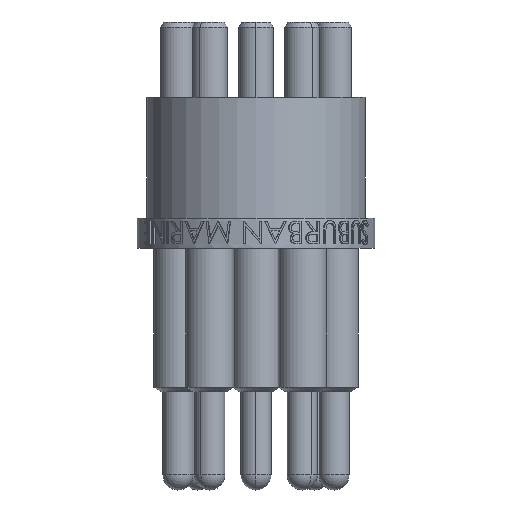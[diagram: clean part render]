
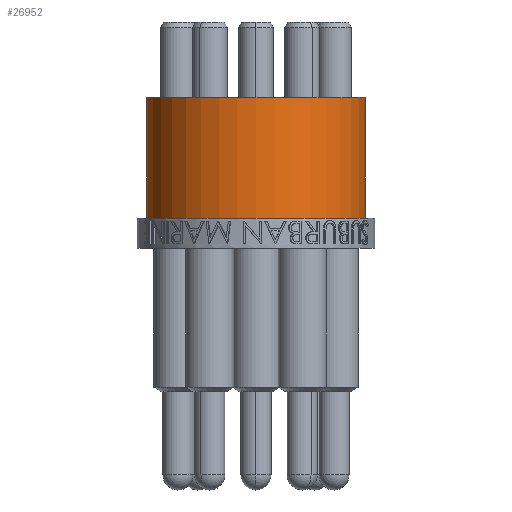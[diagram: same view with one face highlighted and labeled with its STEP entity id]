
A CAD part, front view. The second image highlights one B-rep face of the part: STEP entity #26952.
In plain terms, the highlighted cylindrical face has radius 7.252 mm (diameter 14.503 mm), a partial arc.
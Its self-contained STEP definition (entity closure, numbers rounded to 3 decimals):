
#712 = EDGE_CURVE ( 'NONE', #25454, #27766, #23967, .T. ) ;
#1932 = VECTOR ( 'NONE', #28261, 1000. ) ;
#2283 = AXIS2_PLACEMENT_3D ( 'NONE', #28751, #3110, #22389 ) ;
#2306 = VECTOR ( 'NONE', #6971, 1000. ) ;
#2696 = LINE ( 'NONE', #21442, #2306 ) ;
#3110 = DIRECTION ( 'NONE',  ( 0., 0., 1. ) ) ;
#3282 = DIRECTION ( 'NONE',  ( 1., 0., 0. ) ) ;
#3291 = DIRECTION ( 'NONE',  ( 0., 0., 1. ) ) ;
#3894 = CARTESIAN_POINT ( 'NONE',  ( 7.252, 0., 10. ) ) ;
#6971 = DIRECTION ( 'NONE',  ( 0., 0., 1. ) ) ;
#7576 = DIRECTION ( 'NONE',  ( 1., 0., 0. ) ) ;
#8564 = CIRCLE ( 'NONE', #26401, 7.252 ) ;
#8648 = CARTESIAN_POINT ( 'NONE',  ( 0., 0., 2. ) ) ;
#9385 = VERTEX_POINT ( 'NONE', #12639 ) ;
#9503 = CARTESIAN_POINT ( 'NONE',  ( 7.252, 0., 0. ) ) ;
#12639 = CARTESIAN_POINT ( 'NONE',  ( -7.252, 0., 10. ) ) ;
#13473 = CARTESIAN_POINT ( 'NONE',  ( 0., 0., 10. ) ) ;
#13810 = FACE_OUTER_BOUND ( 'NONE', #21925, .T. ) ;
#15045 = ORIENTED_EDGE ( 'NONE', *, *, #19058, .T. ) ;
#17259 = AXIS2_PLACEMENT_3D ( 'NONE', #13473, #17760, #3282 ) ;
#17760 = DIRECTION ( 'NONE',  ( 0., 0., 1. ) ) ;
#19058 = EDGE_CURVE ( 'NONE', #26697, #25454, #8564, .T. ) ;
#20878 = EDGE_CURVE ( 'NONE', #9385, #27766, #23186, .T. ) ;
#21442 = CARTESIAN_POINT ( 'NONE',  ( -7.252, 0., 0. ) ) ;
#21925 = EDGE_LOOP ( 'NONE', ( #30903, #15045, #28270, #28454 ) ) ;
#22389 = DIRECTION ( 'NONE',  ( 1., 0., 0. ) ) ;
#23186 = CIRCLE ( 'NONE', #17259, 7.252 ) ;
#23967 = LINE ( 'NONE', #9503, #1932 ) ;
#24405 = CARTESIAN_POINT ( 'NONE',  ( 7.252, 0., 2. ) ) ;
#24955 = CARTESIAN_POINT ( 'NONE',  ( -7.252, 0., 2. ) ) ;
#25047 = CYLINDRICAL_SURFACE ( 'NONE', #2283, 7.252 ) ;
#25454 = VERTEX_POINT ( 'NONE', #24405 ) ;
#26401 = AXIS2_PLACEMENT_3D ( 'NONE', #8648, #3291, #7576 ) ;
#26697 = VERTEX_POINT ( 'NONE', #24955 ) ;
#26952 = ADVANCED_FACE ( 'NONE', ( #13810 ), #25047, .T. ) ;
#27766 = VERTEX_POINT ( 'NONE', #3894 ) ;
#28261 = DIRECTION ( 'NONE',  ( 0., 0., 1. ) ) ;
#28270 = ORIENTED_EDGE ( 'NONE', *, *, #712, .T. ) ;
#28454 = ORIENTED_EDGE ( 'NONE', *, *, #20878, .F. ) ;
#28751 = CARTESIAN_POINT ( 'NONE',  ( 0., 0., 0. ) ) ;
#29432 = EDGE_CURVE ( 'NONE', #26697, #9385, #2696, .T. ) ;
#30903 = ORIENTED_EDGE ( 'NONE', *, *, #29432, .F. ) ;
